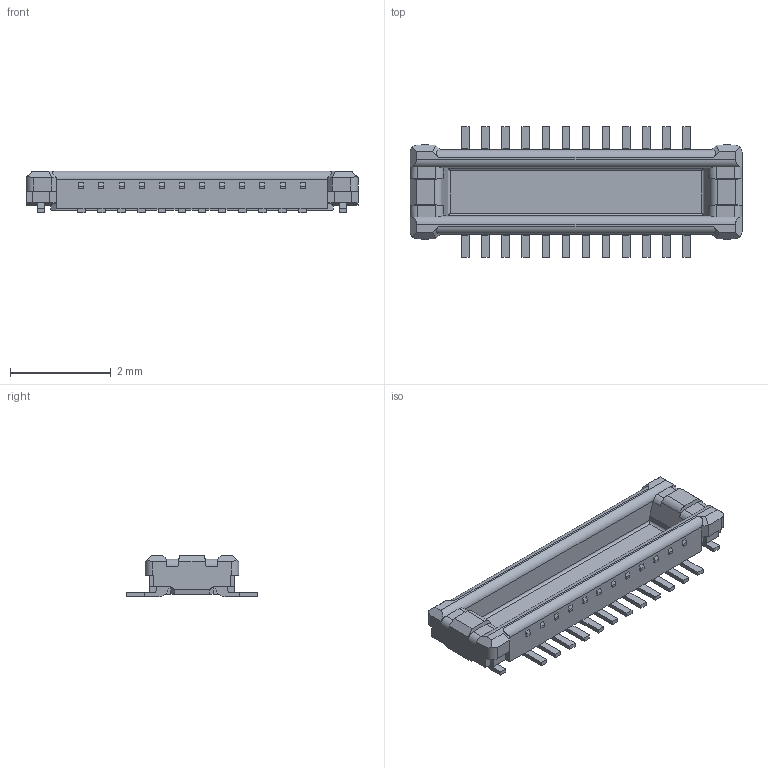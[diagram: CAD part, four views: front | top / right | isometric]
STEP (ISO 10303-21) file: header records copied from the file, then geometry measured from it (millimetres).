
FILE_DESCRIPTION (( 'STEP AP214' ), '1' );
FILE_NAME ('axt624124.stp', '2007-09-19T02:14:05', ( '' ), ( 'PanasonicCorporation' ), '', '', '' );
FILE_SCHEMA (( 'AUTOMOTIVE_DESIGN' ));
Length unit declared in the file: millimetre
Products named in the file (1): axt624124
Bounding box: 6.6 x 2.6 x 0.83 mm (x, y, z)
Volume: 5.3 mm3; surface area: 48 mm2
Topology: 1 solids, 1 shells, 460 faces, 1226 edges, 796 vertices
Faces by surface type: plane 410, cylinder 50
Entity records: 14045 total; most frequent: CARTESIAN_POINT 2663, ORIENTED_EDGE 2452, DIRECTION 2164, EDGE_CURVE 1226, VECTOR 1114, LINE 1114, VERTEX_POINT 796, AXIS2_PLACEMENT_3D 525
